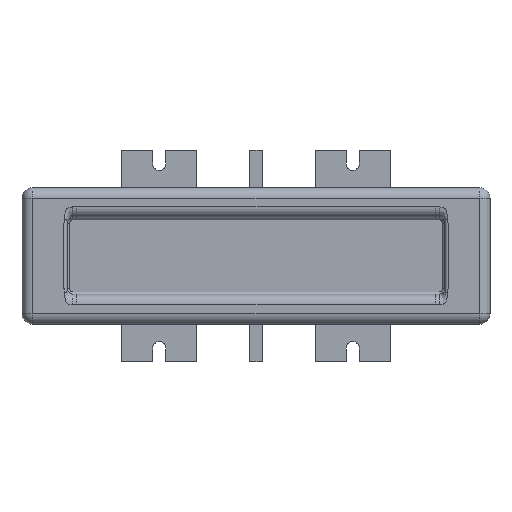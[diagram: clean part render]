
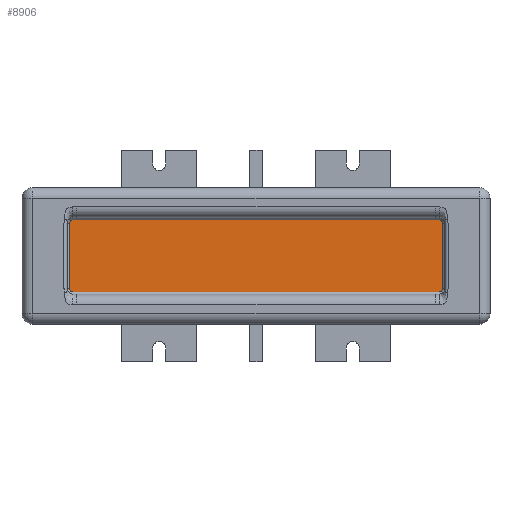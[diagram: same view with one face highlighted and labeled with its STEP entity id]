
A CAD part, top view. The second image highlights one B-rep face of the part: STEP entity #8906.
In plain terms, the highlighted planar face has unit normal (0, 0, 1).
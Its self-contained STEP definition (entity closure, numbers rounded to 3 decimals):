
#111 = ORIENTED_EDGE ( 'NONE', *, *, #9614, .T. ) ;
#190 = DIRECTION ( 'NONE',  ( 1., 0., 0. ) ) ;
#356 = AXIS2_PLACEMENT_3D ( 'NONE', #4344, #9473, #5076 ) ;
#521 = DIRECTION ( 'NONE',  ( 1., 0., 0. ) ) ;
#748 = DIRECTION ( 'NONE',  ( 1., 0., 0. ) ) ;
#805 = VERTEX_POINT ( 'NONE', #5470 ) ;
#815 = DIRECTION ( 'NONE',  ( 0., 0., 1. ) ) ;
#923 = ORIENTED_EDGE ( 'NONE', *, *, #7385, .T. ) ;
#1067 = CIRCLE ( 'NONE', #356, 0.03 ) ;
#1449 = PLANE ( 'NONE',  #2699 ) ;
#1617 = CARTESIAN_POINT ( 'NONE',  ( -1.705, -0.335, 0.12 ) ) ;
#1977 = VERTEX_POINT ( 'NONE', #6716 ) ;
#2037 = VERTEX_POINT ( 'NONE', #1617 ) ;
#2172 = FACE_OUTER_BOUND ( 'NONE', #4993, .T. ) ;
#2391 = DIRECTION ( 'NONE',  ( 1., 0., 0. ) ) ;
#2699 = AXIS2_PLACEMENT_3D ( 'NONE', #9642, #5230, #748 ) ;
#3072 = CARTESIAN_POINT ( 'NONE',  ( 0., -0.335, 0.12 ) ) ;
#3410 = CARTESIAN_POINT ( 'NONE',  ( -1.705, 0.335, 0.12 ) ) ;
#3644 = CARTESIAN_POINT ( 'NONE',  ( -1.735, 0., 0.12 ) ) ;
#3694 = LINE ( 'NONE', #4401, #7598 ) ;
#3848 = VERTEX_POINT ( 'NONE', #3410 ) ;
#3983 = ORIENTED_EDGE ( 'NONE', *, *, #9550, .T. ) ;
#4016 = CARTESIAN_POINT ( 'NONE',  ( 0., 0.335, 0.12 ) ) ;
#4152 = LINE ( 'NONE', #3072, #7788 ) ;
#4169 = CARTESIAN_POINT ( 'NONE',  ( -1.735, 0.305, 0.12 ) ) ;
#4205 = ORIENTED_EDGE ( 'NONE', *, *, #7288, .T. ) ;
#4306 = ORIENTED_EDGE ( 'NONE', *, *, #8805, .T. ) ;
#4344 = CARTESIAN_POINT ( 'NONE',  ( -1.705, 0.305, 0.12 ) ) ;
#4401 = CARTESIAN_POINT ( 'NONE',  ( 1.735, 0., 0.12 ) ) ;
#4477 = CARTESIAN_POINT ( 'NONE',  ( -1.735, -0.305, 0.12 ) ) ;
#4631 = AXIS2_PLACEMENT_3D ( 'NONE', #5286, #815, #6007 ) ;
#4655 = VERTEX_POINT ( 'NONE', #7334 ) ;
#4686 = VERTEX_POINT ( 'NONE', #4477 ) ;
#4721 = DIRECTION ( 'NONE',  ( 0., 0., 1. ) ) ;
#4804 = LINE ( 'NONE', #3644, #8689 ) ;
#4993 = EDGE_LOOP ( 'NONE', ( #111, #4205, #923, #3983, #6122, #9488, #9627, #4306 ) ) ;
#5046 = DIRECTION ( 'NONE',  ( 0., 0., 1. ) ) ;
#5076 = DIRECTION ( 'NONE',  ( 1., 0., 0. ) ) ;
#5230 = DIRECTION ( 'NONE',  ( 0., 0., 1. ) ) ;
#5245 = VERTEX_POINT ( 'NONE', #7130 ) ;
#5286 = CARTESIAN_POINT ( 'NONE',  ( -1.705, -0.305, 0.12 ) ) ;
#5470 = CARTESIAN_POINT ( 'NONE',  ( 1.735, -0.305, 0.12 ) ) ;
#5553 = CIRCLE ( 'NONE', #6662, 0.03 ) ;
#6007 = DIRECTION ( 'NONE',  ( 1., 0., 0. ) ) ;
#6122 = ORIENTED_EDGE ( 'NONE', *, *, #9558, .T. ) ;
#6491 = VERTEX_POINT ( 'NONE', #4169 ) ;
#6662 = AXIS2_PLACEMENT_3D ( 'NONE', #9109, #4721, #190 ) ;
#6716 = CARTESIAN_POINT ( 'NONE',  ( 1.735, 0.305, 0.12 ) ) ;
#6780 = CIRCLE ( 'NONE', #8907, 0.03 ) ;
#7130 = CARTESIAN_POINT ( 'NONE',  ( 1.705, -0.335, 0.12 ) ) ;
#7288 = EDGE_CURVE ( 'NONE', #3848, #6491, #1067, .T. ) ;
#7334 = CARTESIAN_POINT ( 'NONE',  ( 1.705, 0.335, 0.12 ) ) ;
#7385 = EDGE_CURVE ( 'NONE', #6491, #4686, #4804, .T. ) ;
#7571 = LINE ( 'NONE', #4016, #9540 ) ;
#7598 = VECTOR ( 'NONE', #9544, 1000. ) ;
#7604 = DIRECTION ( 'NONE',  ( -1., 0., 0. ) ) ;
#7788 = VECTOR ( 'NONE', #2391, 1000. ) ;
#8132 = EDGE_CURVE ( 'NONE', #805, #1977, #3694, .T. ) ;
#8689 = VECTOR ( 'NONE', #8766, 1000. ) ;
#8729 = CIRCLE ( 'NONE', #4631, 0.03 ) ;
#8766 = DIRECTION ( 'NONE',  ( 0., -1., 0. ) ) ;
#8805 = EDGE_CURVE ( 'NONE', #1977, #4655, #5553, .T. ) ;
#8906 = ADVANCED_FACE ( 'NONE', ( #2172 ), #1449, .T. ) ;
#8907 = AXIS2_PLACEMENT_3D ( 'NONE', #9434, #5046, #521 ) ;
#9109 = CARTESIAN_POINT ( 'NONE',  ( 1.705, 0.305, 0.12 ) ) ;
#9434 = CARTESIAN_POINT ( 'NONE',  ( 1.705, -0.305, 0.12 ) ) ;
#9442 = EDGE_CURVE ( 'NONE', #5245, #805, #6780, .T. ) ;
#9473 = DIRECTION ( 'NONE',  ( 0., 0., 1. ) ) ;
#9488 = ORIENTED_EDGE ( 'NONE', *, *, #9442, .T. ) ;
#9540 = VECTOR ( 'NONE', #7604, 1000. ) ;
#9544 = DIRECTION ( 'NONE',  ( 0., 1., 0. ) ) ;
#9550 = EDGE_CURVE ( 'NONE', #4686, #2037, #8729, .T. ) ;
#9558 = EDGE_CURVE ( 'NONE', #2037, #5245, #4152, .T. ) ;
#9614 = EDGE_CURVE ( 'NONE', #4655, #3848, #7571, .T. ) ;
#9627 = ORIENTED_EDGE ( 'NONE', *, *, #8132, .T. ) ;
#9642 = CARTESIAN_POINT ( 'NONE',  ( 0., 0., 0.12 ) ) ;
